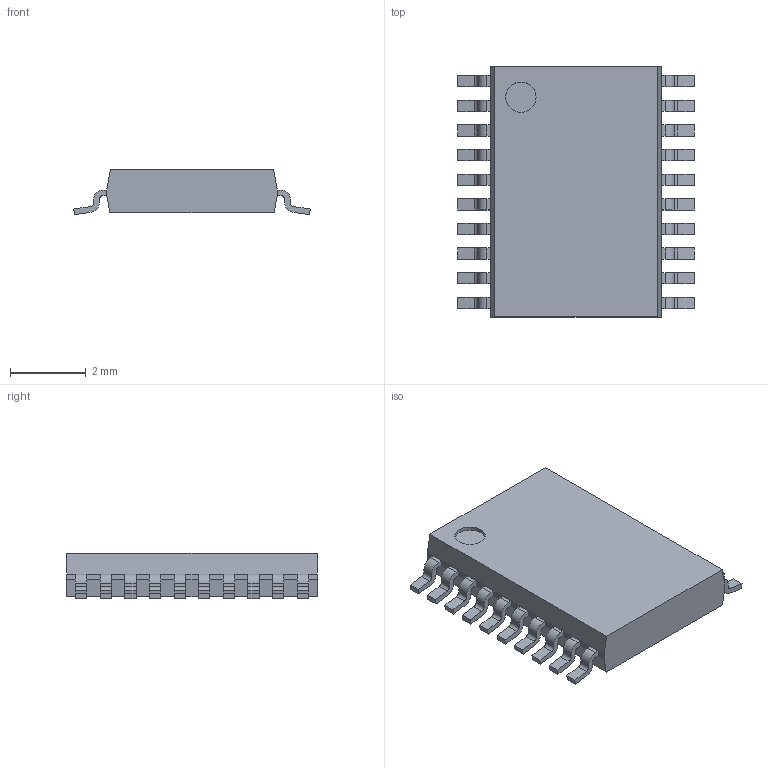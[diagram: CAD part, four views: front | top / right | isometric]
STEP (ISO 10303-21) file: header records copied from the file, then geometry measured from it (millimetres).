
FILE_DESCRIPTION(/* description */ (''),/* implementation_level */ '2;1');
FILE_NAME(/* name */ 'SOP65P640X110-21N-R300X420.stp',/* time_stamp */ '2016-02-09T15:42:25+01:00',/* author */ ('riccim'),/* organization */ (''),/* preprocessor_version */ 'ST-DEVELOPER v15.5',/* originating_system */ 'AutoCAD Mechanical',/* authorisation */ '');
FILE_SCHEMA (('AUTOMOTIVE_DESIGN { 1 0 10303 214 3 1 1 }'));
Length unit declared in the file: millimetre
Products named in the file (1): Product
Bounding box: 6.24 x 6.6 x 1.2 mm (x, y, z)
Volume: 34.6 mm3; surface area: 132 mm2
Topology: 22 solids, 22 shells, 303 faces, 771 edges, 514 vertices
Faces by surface type: plane 222, cylinder 81
Full cylindrical faces by diameter (mm): 0.8 x1
Entity records: 9121 total; most frequent: CARTESIAN_POINT 1588, ORIENTED_EDGE 1540, DIRECTION 1540, EDGE_CURVE 770, LINE 608, VECTOR 608, VERTEX_POINT 514, AXIS2_PLACEMENT_3D 466
